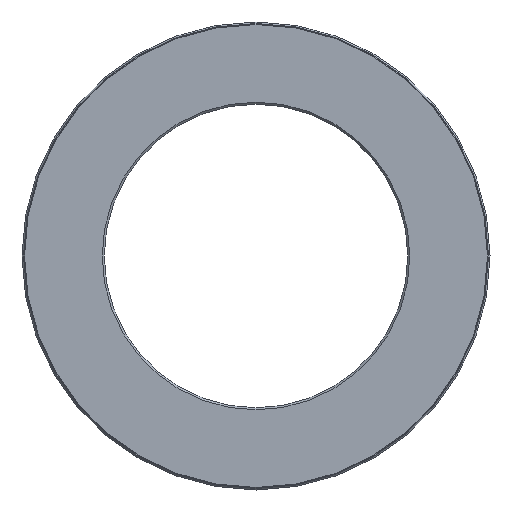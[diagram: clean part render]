
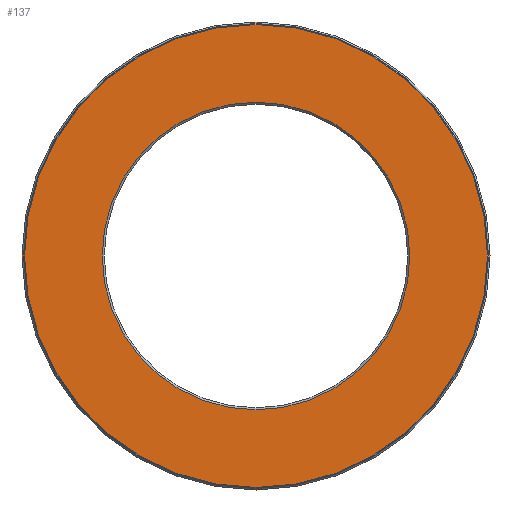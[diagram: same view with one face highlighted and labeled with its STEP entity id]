
A CAD part, front view. The second image highlights one B-rep face of the part: STEP entity #137.
In plain terms, the highlighted planar face has unit normal (0, -1, 0).
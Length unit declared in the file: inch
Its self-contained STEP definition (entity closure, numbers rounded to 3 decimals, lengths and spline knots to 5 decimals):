
#3 = CARTESIAN_POINT ( 'NONE',  ( 0., 0., 2.2875 ) ) ;
#9 = AXIS2_PLACEMENT_3D ( 'NONE', #576, #374, #336 ) ;
#97 = FACE_BOUND ( 'NONE', #424, .T. ) ;
#134 = DIRECTION ( 'NONE',  ( 0., 0., 1. ) ) ;
#137 = ADVANCED_FACE ( 'NONE', ( #594, #97 ), #573, .F. ) ;
#160 = ORIENTED_EDGE ( 'NONE', *, *, #346, .T. ) ;
#185 = VERTEX_POINT ( 'NONE', #231 ) ;
#225 = AXIS2_PLACEMENT_3D ( 'NONE', #532, #335, #381 ) ;
#231 = CARTESIAN_POINT ( 'NONE',  ( 0., 0., 1.52 ) ) ;
#271 = EDGE_CURVE ( 'NONE', #428, #428, #337, .T. ) ;
#307 = CARTESIAN_POINT ( 'NONE',  ( 0., 0., 0. ) ) ;
#335 = DIRECTION ( 'NONE',  ( 0., 1., 0. ) ) ;
#336 = DIRECTION ( 'NONE',  ( 0., 0., 1. ) ) ;
#337 = CIRCLE ( 'NONE', #467, 2.2875 ) ;
#346 = EDGE_CURVE ( 'NONE', #185, #185, #408, .T. ) ;
#374 = DIRECTION ( 'NONE',  ( 0., 1., 0. ) ) ;
#381 = DIRECTION ( 'NONE',  ( 0., 0., 1. ) ) ;
#408 = CIRCLE ( 'NONE', #225, 1.52 ) ;
#424 = EDGE_LOOP ( 'NONE', ( #160 ) ) ;
#428 = VERTEX_POINT ( 'NONE', #3 ) ;
#464 = ORIENTED_EDGE ( 'NONE', *, *, #271, .F. ) ;
#467 = AXIS2_PLACEMENT_3D ( 'NONE', #307, #503, #134 ) ;
#503 = DIRECTION ( 'NONE',  ( 0., 1., 0. ) ) ;
#532 = CARTESIAN_POINT ( 'NONE',  ( 0., 0., 0. ) ) ;
#546 = EDGE_LOOP ( 'NONE', ( #464 ) ) ;
#573 = PLANE ( 'NONE',  #9 ) ;
#576 = CARTESIAN_POINT ( 'NONE',  ( 0., 0., 0. ) ) ;
#594 = FACE_OUTER_BOUND ( 'NONE', #546, .T. ) ;
